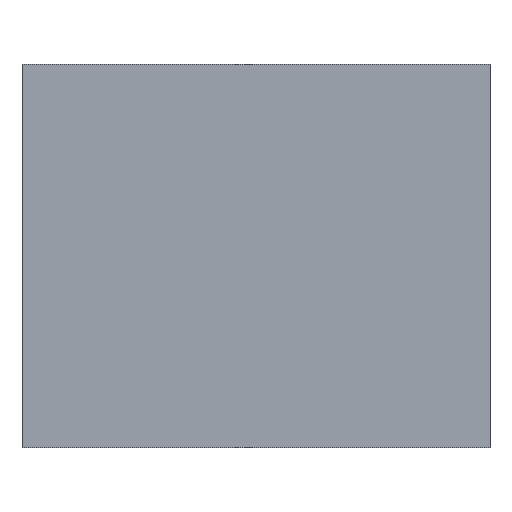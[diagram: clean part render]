
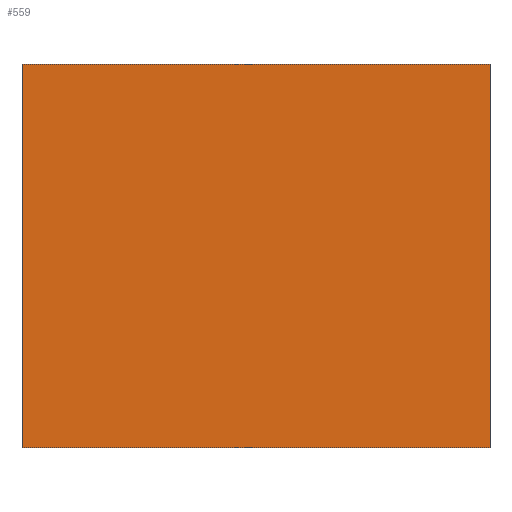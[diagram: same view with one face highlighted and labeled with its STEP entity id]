
A CAD part, top view. The second image highlights one B-rep face of the part: STEP entity #559.
In plain terms, the highlighted planar face has unit normal (0, 0, 1).
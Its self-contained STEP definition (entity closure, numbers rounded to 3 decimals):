
#532=AXIS2_PLACEMENT_3D('Plane Axis2P3D',#529,#530,#531) ;
#507=CARTESIAN_POINT('Vertex',(0.,9.8,3.135)) ;
#510=CARTESIAN_POINT('Line Origine',(5.975,9.8,3.135)) ;
#514=CARTESIAN_POINT('Vertex',(11.95,9.8,3.135)) ;
#529=CARTESIAN_POINT('Axis2P3D Location',(9.025,0.,3.135)) ;
#534=CARTESIAN_POINT('Line Origine',(0.,4.9,3.135)) ;
#538=CARTESIAN_POINT('Vertex',(0.,0.,3.135)) ;
#541=CARTESIAN_POINT('Line Origine',(5.975,0.,3.135)) ;
#545=CARTESIAN_POINT('Vertex',(11.95,0.,3.135)) ;
#548=CARTESIAN_POINT('Line Origine',(11.95,4.9,3.135)) ;
#511=DIRECTION('Vector Direction',(-1.,0.,0.)) ;
#530=DIRECTION('Axis2P3D Direction',(0.,-0.,1.)) ;
#531=DIRECTION('Axis2P3D XDirection',(0.,1.,0.)) ;
#535=DIRECTION('Vector Direction',(0.,1.,0.)) ;
#542=DIRECTION('Vector Direction',(-1.,0.,0.)) ;
#549=DIRECTION('Vector Direction',(0.,1.,0.)) ;
#512=VECTOR('Line Direction',#511,1.) ;
#536=VECTOR('Line Direction',#535,1.) ;
#543=VECTOR('Line Direction',#542,1.) ;
#550=VECTOR('Line Direction',#549,1.) ;
#554=ORIENTED_EDGE('',*,*,#540,.T.) ;
#555=ORIENTED_EDGE('',*,*,#547,.F.) ;
#556=ORIENTED_EDGE('',*,*,#552,.F.) ;
#557=ORIENTED_EDGE('',*,*,#516,.T.) ;
#559=ADVANCED_FACE('S3D gedreht',(#558),#533,.T.) ;
#516=EDGE_CURVE('',#515,#508,#513,.T.) ;
#540=EDGE_CURVE('',#508,#539,#537,.F.) ;
#547=EDGE_CURVE('',#546,#539,#544,.T.) ;
#552=EDGE_CURVE('',#515,#546,#551,.F.) ;
#553=EDGE_LOOP('',(#554,#555,#556,#557)) ;
#558=FACE_OUTER_BOUND('',#553,.T.) ;
#513=LINE('Line',#510,#512) ;
#537=LINE('Line',#534,#536) ;
#544=LINE('Line',#541,#543) ;
#551=LINE('Line',#548,#550) ;
#533=PLANE('',#532) ;
#508=VERTEX_POINT('',#507) ;
#515=VERTEX_POINT('',#514) ;
#539=VERTEX_POINT('',#538) ;
#546=VERTEX_POINT('',#545) ;
